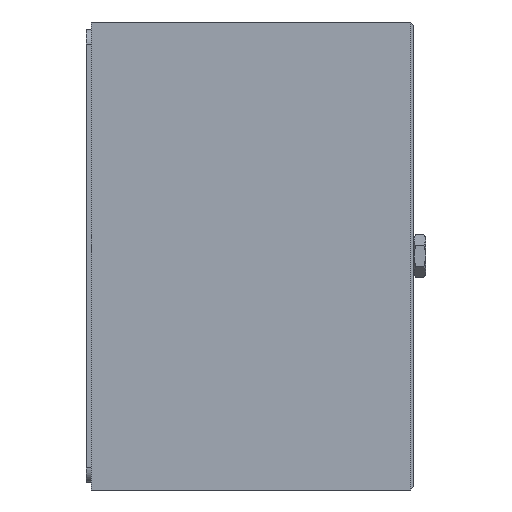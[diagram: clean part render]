
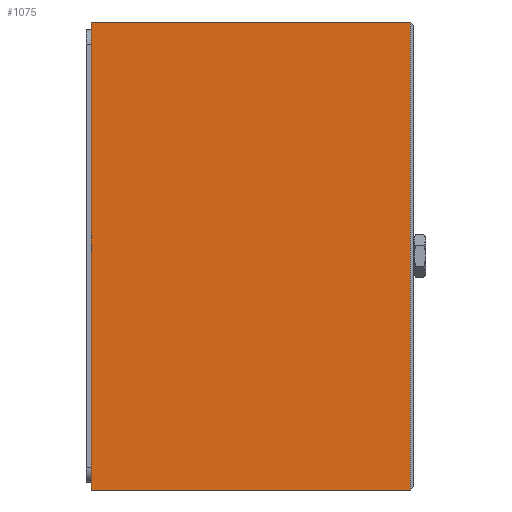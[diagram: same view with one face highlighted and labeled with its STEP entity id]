
A CAD part, left-side view. The second image highlights one B-rep face of the part: STEP entity #1075.
In plain terms, the highlighted planar face has unit normal (-1, 0, 0).
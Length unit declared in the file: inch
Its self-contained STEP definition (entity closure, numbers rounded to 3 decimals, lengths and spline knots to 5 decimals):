
#85 = CARTESIAN_POINT ( 'NONE',  ( -3.93701, 2.716, -1.9685 ) ) ;
#451 = VERTEX_POINT ( 'NONE', #767 ) ;
#536 = EDGE_CURVE ( 'NONE', #3366, #451, #1981, .T. ) ;
#588 = VERTEX_POINT ( 'NONE', #2127 ) ;
#624 = AXIS2_PLACEMENT_3D ( 'NONE', #1290, #2886, #2167 ) ;
#696 = EDGE_LOOP ( 'NONE', ( #2150, #4078, #3497, #3441 ) ) ;
#767 = CARTESIAN_POINT ( 'NONE',  ( -3.93701, 0.03, 1.9685 ) ) ;
#797 = EDGE_CURVE ( 'NONE', #4726, #588, #4997, .T. ) ;
#870 = CARTESIAN_POINT ( 'NONE',  ( -3.93701, 2.716, -1.9685 ) ) ;
#915 = FACE_OUTER_BOUND ( 'NONE', #696, .T. ) ;
#1075 = ADVANCED_FACE ( 'NONE', ( #915 ), #4191, .F. ) ;
#1210 = CARTESIAN_POINT ( 'NONE',  ( -3.93701, 2.716, 1.9685 ) ) ;
#1218 = VECTOR ( 'NONE', #3178, 39.37008 ) ;
#1290 = CARTESIAN_POINT ( 'NONE',  ( -3.93701, 2.716, 1.9685 ) ) ;
#1560 = DIRECTION ( 'NONE',  ( 0., -1., 0. ) ) ;
#1925 = LINE ( 'NONE', #1210, #1218 ) ;
#1981 = LINE ( 'NONE', #4927, #2863 ) ;
#2127 = CARTESIAN_POINT ( 'NONE',  ( -3.93701, 2.716, 1.9685 ) ) ;
#2150 = ORIENTED_EDGE ( 'NONE', *, *, #4449, .T. ) ;
#2167 = DIRECTION ( 'NONE',  ( 0., 0., -1. ) ) ;
#2423 = EDGE_CURVE ( 'NONE', #588, #451, #1925, .T. ) ;
#2863 = VECTOR ( 'NONE', #3580, 39.37008 ) ;
#2865 = VECTOR ( 'NONE', #3345, 39.37008 ) ;
#2886 = DIRECTION ( 'NONE',  ( 1., 0., 0. ) ) ;
#3061 = CARTESIAN_POINT ( 'NONE',  ( -3.93701, 0.03, -1.9685 ) ) ;
#3178 = DIRECTION ( 'NONE',  ( 0., -1., 0. ) ) ;
#3345 = DIRECTION ( 'NONE',  ( 0., 0., 1. ) ) ;
#3366 = VERTEX_POINT ( 'NONE', #3061 ) ;
#3441 = ORIENTED_EDGE ( 'NONE', *, *, #797, .F. ) ;
#3497 = ORIENTED_EDGE ( 'NONE', *, *, #2423, .F. ) ;
#3577 = LINE ( 'NONE', #870, #4272 ) ;
#3580 = DIRECTION ( 'NONE',  ( 0., 0., 1. ) ) ;
#3761 = CARTESIAN_POINT ( 'NONE',  ( -3.93701, 2.716, 1.9685 ) ) ;
#4078 = ORIENTED_EDGE ( 'NONE', *, *, #536, .T. ) ;
#4191 = PLANE ( 'NONE',  #624 ) ;
#4272 = VECTOR ( 'NONE', #1560, 39.37008 ) ;
#4449 = EDGE_CURVE ( 'NONE', #4726, #3366, #3577, .T. ) ;
#4726 = VERTEX_POINT ( 'NONE', #85 ) ;
#4927 = CARTESIAN_POINT ( 'NONE',  ( -3.93701, 0.03, 1.9685 ) ) ;
#4997 = LINE ( 'NONE', #3761, #2865 ) ;
